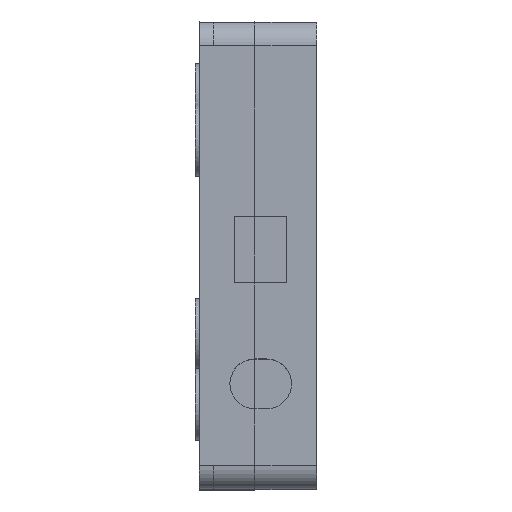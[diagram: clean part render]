
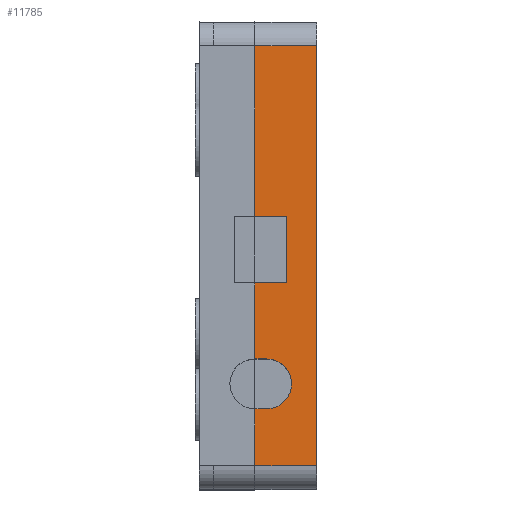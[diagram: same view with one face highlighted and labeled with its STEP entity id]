
A CAD part, top view. The second image highlights one B-rep face of the part: STEP entity #11785.
In plain terms, the highlighted planar face has unit normal (0, 0, 1).
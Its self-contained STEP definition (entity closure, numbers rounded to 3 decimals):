
#8356=AXIS2_PLACEMENT_3D('Circle Axis2P3D',#8354,#8355,$) ;
#11754=AXIS2_PLACEMENT_3D('Plane Axis2P3D',#11751,#11752,#11753) ;
#6493=CARTESIAN_POINT('Vertex',(5.1,1.,53.6)) ;
#6689=CARTESIAN_POINT('Vertex',(5.1,18.7,53.6)) ;
#6692=CARTESIAN_POINT('Line Origine',(5.1,9.85,53.6)) ;
#8302=CARTESIAN_POINT('Vertex',(3.85,8.7,53.6)) ;
#8307=CARTESIAN_POINT('Line Origine',(3.85,10.1,53.6)) ;
#8311=CARTESIAN_POINT('Vertex',(3.85,11.5,53.6)) ;
#8351=CARTESIAN_POINT('Vertex',(3.,3.4,53.6)) ;
#8354=CARTESIAN_POINT('Axis2P3D Location',(3.,4.45,53.6)) ;
#8358=CARTESIAN_POINT('Vertex',(3.,5.5,53.6)) ;
#8486=CARTESIAN_POINT('Line Origine',(2.75,5.5,53.6)) ;
#8490=CARTESIAN_POINT('Vertex',(2.5,5.5,53.6)) ;
#8545=CARTESIAN_POINT('Vertex',(2.5,3.4,53.6)) ;
#8548=CARTESIAN_POINT('Line Origine',(2.75,3.4,53.6)) ;
#8565=CARTESIAN_POINT('Line Origine',(3.8,1.,53.6)) ;
#8569=CARTESIAN_POINT('Vertex',(2.5,1.,53.6)) ;
#11662=CARTESIAN_POINT('Vertex',(2.5,18.7,53.6)) ;
#11665=CARTESIAN_POINT('Line Origine',(3.8,18.7,53.6)) ;
#11682=CARTESIAN_POINT('Line Origine',(3.175,11.5,53.6)) ;
#11686=CARTESIAN_POINT('Vertex',(2.5,11.5,53.6)) ;
#11736=CARTESIAN_POINT('Vertex',(2.5,8.7,53.6)) ;
#11739=CARTESIAN_POINT('Line Origine',(3.175,8.7,53.6)) ;
#11751=CARTESIAN_POINT('Axis2P3D Location',(2.5,1.,53.6)) ;
#11756=CARTESIAN_POINT('Line Origine',(2.5,2.2,53.6)) ;
#11761=CARTESIAN_POINT('Line Origine',(2.5,15.1,53.6)) ;
#11766=CARTESIAN_POINT('Line Origine',(2.5,7.1,53.6)) ;
#6693=DIRECTION('Vector Direction',(0.,-1.,0.)) ;
#8308=DIRECTION('Vector Direction',(0.,-1.,0.)) ;
#8355=DIRECTION('Axis2P3D Direction',(0.,0.,-1.)) ;
#8487=DIRECTION('Vector Direction',(1.,0.,0.)) ;
#8549=DIRECTION('Vector Direction',(1.,0.,0.)) ;
#8566=DIRECTION('Vector Direction',(1.,0.,0.)) ;
#11666=DIRECTION('Vector Direction',(1.,0.,0.)) ;
#11683=DIRECTION('Vector Direction',(1.,0.,0.)) ;
#11740=DIRECTION('Vector Direction',(1.,0.,0.)) ;
#11752=DIRECTION('Axis2P3D Direction',(0.,0.,-1.)) ;
#11753=DIRECTION('Axis2P3D XDirection',(-1.,0.,0.)) ;
#11757=DIRECTION('Vector Direction',(0.,-1.,0.)) ;
#11762=DIRECTION('Vector Direction',(0.,-1.,0.)) ;
#11767=DIRECTION('Vector Direction',(0.,-1.,0.)) ;
#6694=VECTOR('Line Direction',#6693,1.) ;
#8309=VECTOR('Line Direction',#8308,1.) ;
#8488=VECTOR('Line Direction',#8487,1.) ;
#8550=VECTOR('Line Direction',#8549,1.) ;
#8567=VECTOR('Line Direction',#8566,1.) ;
#11667=VECTOR('Line Direction',#11666,1.) ;
#11684=VECTOR('Line Direction',#11683,1.) ;
#11741=VECTOR('Line Direction',#11740,1.) ;
#11758=VECTOR('Line Direction',#11757,1.) ;
#11763=VECTOR('Line Direction',#11762,1.) ;
#11768=VECTOR('Line Direction',#11767,1.) ;
#11772=ORIENTED_EDGE('',*,*,#8552,.F.) ;
#11773=ORIENTED_EDGE('',*,*,#11760,.T.) ;
#11774=ORIENTED_EDGE('',*,*,#8571,.T.) ;
#11775=ORIENTED_EDGE('',*,*,#6696,.F.) ;
#11776=ORIENTED_EDGE('',*,*,#11669,.F.) ;
#11777=ORIENTED_EDGE('',*,*,#11765,.T.) ;
#11778=ORIENTED_EDGE('',*,*,#11688,.T.) ;
#11779=ORIENTED_EDGE('',*,*,#8313,.T.) ;
#11780=ORIENTED_EDGE('',*,*,#11743,.F.) ;
#11781=ORIENTED_EDGE('',*,*,#11770,.T.) ;
#11782=ORIENTED_EDGE('',*,*,#8492,.T.) ;
#11783=ORIENTED_EDGE('',*,*,#8360,.T.) ;
#11785=ADVANCED_FACE('FEGH_ZTA_ZT2.5.1\\Ergebnis von  K\X2\00F6\X0\rper.3 ( *SOL2 - wsp *MASTER -  )',(#11784),#11755,.F.) ;
#8357=CIRCLE('generated circle',#8356,1.05) ;
#6696=EDGE_CURVE('',#6690,#6494,#6695,.T.) ;
#8313=EDGE_CURVE('',#8312,#8303,#8310,.T.) ;
#8360=EDGE_CURVE('',#8359,#8352,#8357,.T.) ;
#8492=EDGE_CURVE('',#8491,#8359,#8489,.T.) ;
#8552=EDGE_CURVE('',#8546,#8352,#8551,.T.) ;
#8571=EDGE_CURVE('',#8570,#6494,#8568,.T.) ;
#11669=EDGE_CURVE('',#11663,#6690,#11668,.T.) ;
#11688=EDGE_CURVE('',#11687,#8312,#11685,.T.) ;
#11743=EDGE_CURVE('',#11737,#8303,#11742,.T.) ;
#11760=EDGE_CURVE('',#8546,#8570,#11759,.T.) ;
#11765=EDGE_CURVE('',#11663,#11687,#11764,.T.) ;
#11770=EDGE_CURVE('',#11737,#8491,#11769,.T.) ;
#11771=EDGE_LOOP('',(#11772,#11773,#11774,#11775,#11776,#11777,#11778,#11779,#11780,#11781,#11782,#11783)) ;
#11784=FACE_OUTER_BOUND('',#11771,.T.) ;
#6695=LINE('Line',#6692,#6694) ;
#8310=LINE('Line',#8307,#8309) ;
#8489=LINE('Line',#8486,#8488) ;
#8551=LINE('Line',#8548,#8550) ;
#8568=LINE('Line',#8565,#8567) ;
#11668=LINE('Line',#11665,#11667) ;
#11685=LINE('Line',#11682,#11684) ;
#11742=LINE('Line',#11739,#11741) ;
#11759=LINE('Line',#11756,#11758) ;
#11764=LINE('Line',#11761,#11763) ;
#11769=LINE('Line',#11766,#11768) ;
#11755=PLANE('',#11754) ;
#6494=VERTEX_POINT('',#6493) ;
#6690=VERTEX_POINT('',#6689) ;
#8303=VERTEX_POINT('',#8302) ;
#8312=VERTEX_POINT('',#8311) ;
#8352=VERTEX_POINT('',#8351) ;
#8359=VERTEX_POINT('',#8358) ;
#8491=VERTEX_POINT('',#8490) ;
#8546=VERTEX_POINT('',#8545) ;
#8570=VERTEX_POINT('',#8569) ;
#11663=VERTEX_POINT('',#11662) ;
#11687=VERTEX_POINT('',#11686) ;
#11737=VERTEX_POINT('',#11736) ;
